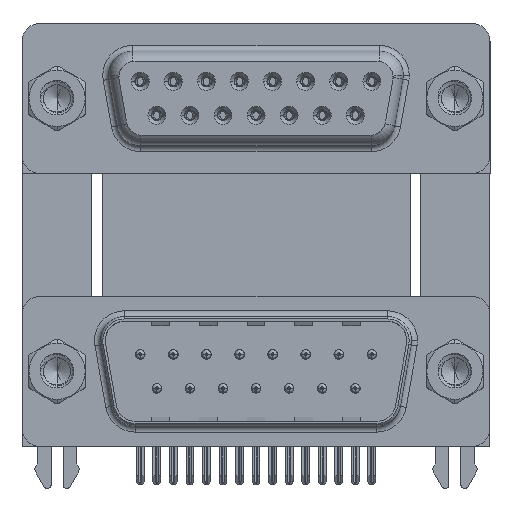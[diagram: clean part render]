
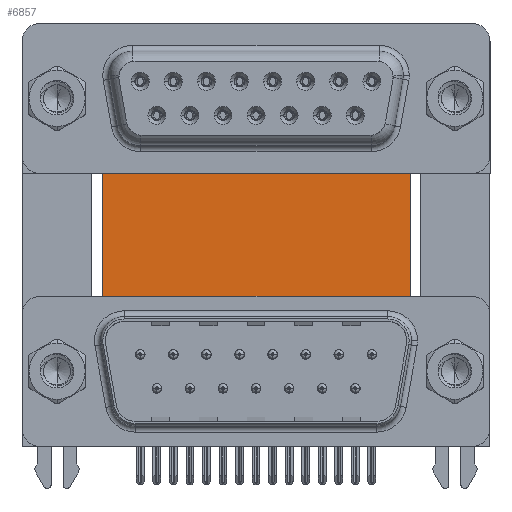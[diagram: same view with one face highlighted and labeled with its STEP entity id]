
A CAD part, top view. The second image highlights one B-rep face of the part: STEP entity #6857.
In plain terms, the highlighted planar face has unit normal (0, 0, 1).
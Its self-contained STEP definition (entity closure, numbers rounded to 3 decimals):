
#1620 = EDGE_CURVE ( 'NONE', #12423, #21176, #2097, .T. ) ;
#2097 = LINE ( 'NONE', #25993, #46672 ) ;
#3906 = ORIENTED_EDGE ( 'NONE', *, *, #18921, .F. ) ;
#5616 = DIRECTION ( 'NONE',  ( -1., 0., 0. ) ) ;
#6857 = ADVANCED_FACE ( 'NONE', ( #21553 ), #25636, .F. ) ;
#10578 = DIRECTION ( 'NONE',  ( 0., -1., 0. ) ) ;
#12423 = VERTEX_POINT ( 'NONE', #13292 ) ;
#12977 = EDGE_CURVE ( 'NONE', #21176, #28241, #41146, .T. ) ;
#13292 = CARTESIAN_POINT ( 'NONE',  ( 3.79, 16.585, -12. ) ) ;
#13478 = CARTESIAN_POINT ( 'NONE',  ( 3.79, -3.735, -12. ) ) ;
#13658 = ORIENTED_EDGE ( 'NONE', *, *, #12977, .T. ) ;
#14180 = ORIENTED_EDGE ( 'NONE', *, *, #27253, .F. ) ;
#15928 = EDGE_LOOP ( 'NONE', ( #13658, #14180, #3906, #19520 ) ) ;
#18921 = EDGE_CURVE ( 'NONE', #12423, #46665, #25255, .T. ) ;
#19356 = VECTOR ( 'NONE', #10578, 1000. ) ;
#19520 = ORIENTED_EDGE ( 'NONE', *, *, #1620, .T. ) ;
#19813 = VECTOR ( 'NONE', #29364, 1000. ) ;
#21176 = VERTEX_POINT ( 'NONE', #34953 ) ;
#21553 = FACE_OUTER_BOUND ( 'NONE', #15928, .T. ) ;
#21625 = LINE ( 'NONE', #33931, #19356 ) ;
#25255 = LINE ( 'NONE', #29107, #19813 ) ;
#25636 = PLANE ( 'NONE',  #43767 ) ;
#25993 = CARTESIAN_POINT ( 'NONE',  ( 3.79, 16.585, -12. ) ) ;
#27253 = EDGE_CURVE ( 'NONE', #46665, #28241, #21625, .T. ) ;
#28241 = VERTEX_POINT ( 'NONE', #45853 ) ;
#29107 = CARTESIAN_POINT ( 'NONE',  ( 3.79, 16.585, -12. ) ) ;
#29364 = DIRECTION ( 'NONE',  ( 1., 0., 0. ) ) ;
#29626 = DIRECTION ( 'NONE',  ( 1., 0., 0. ) ) ;
#33931 = CARTESIAN_POINT ( 'NONE',  ( 29.58, 16.585, -12. ) ) ;
#34953 = CARTESIAN_POINT ( 'NONE',  ( 3.79, -3.735, -12. ) ) ;
#37185 = DIRECTION ( 'NONE',  ( 0., 0., -1. ) ) ;
#39006 = VECTOR ( 'NONE', #29626, 1000. ) ;
#41029 = CARTESIAN_POINT ( 'NONE',  ( 3.79, 16.585, -12. ) ) ;
#41146 = LINE ( 'NONE', #13478, #39006 ) ;
#41361 = DIRECTION ( 'NONE',  ( 0., -1., 0. ) ) ;
#43767 = AXIS2_PLACEMENT_3D ( 'NONE', #41029, #37185, #5616 ) ;
#45853 = CARTESIAN_POINT ( 'NONE',  ( 29.58, -3.735, -12. ) ) ;
#46665 = VERTEX_POINT ( 'NONE', #47676 ) ;
#46672 = VECTOR ( 'NONE', #41361, 1000. ) ;
#47676 = CARTESIAN_POINT ( 'NONE',  ( 29.58, 16.585, -12. ) ) ;
